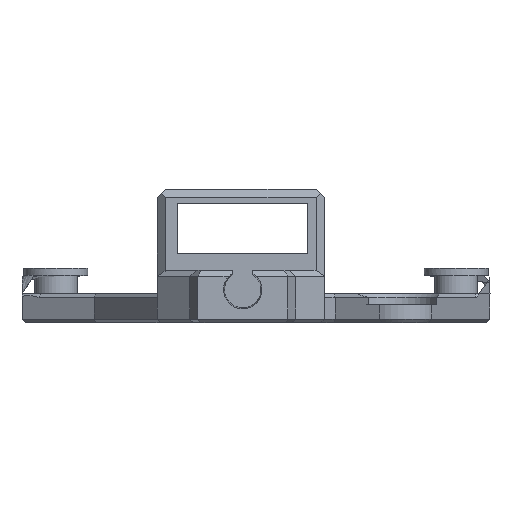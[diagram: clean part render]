
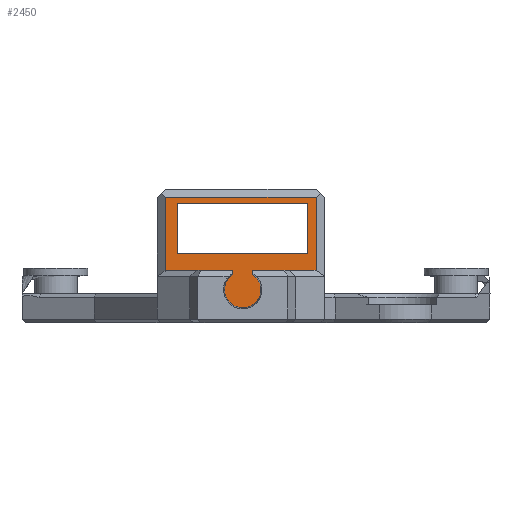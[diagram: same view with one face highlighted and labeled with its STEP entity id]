
A CAD part, front view. The second image highlights one B-rep face of the part: STEP entity #2450.
In plain terms, the highlighted planar face has unit normal (0, -1, 0).
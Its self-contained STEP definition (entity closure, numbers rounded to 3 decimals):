
#59=FACE_BOUND('',#311,.T.);
#94=CIRCLE('',#2638,2.);
#156=FACE_OUTER_BOUND('',#310,.T.);
#310=EDGE_LOOP('',(#1780,#1781,#1782,#1783,#1784,#1785,#1786,#1787,#1788,
#1789));
#311=EDGE_LOOP('',(#1790,#1791,#1792,#1793));
#520=LINE('',#3731,#811);
#524=LINE('',#3739,#815);
#525=LINE('',#3741,#816);
#526=LINE('',#3743,#817);
#527=LINE('',#3745,#818);
#528=LINE('',#3747,#819);
#529=LINE('',#3751,#820);
#530=LINE('',#3753,#821);
#531=LINE('',#3754,#822);
#532=LINE('',#3757,#823);
#533=LINE('',#3759,#824);
#534=LINE('',#3761,#825);
#535=LINE('',#3762,#826);
#811=VECTOR('',#2979,10.);
#815=VECTOR('',#2985,10.);
#816=VECTOR('',#2986,10.);
#817=VECTOR('',#2987,10.);
#818=VECTOR('',#2988,10.);
#819=VECTOR('',#2989,10.);
#820=VECTOR('',#2992,10.);
#821=VECTOR('',#2993,10.);
#822=VECTOR('',#2994,10.);
#823=VECTOR('',#2995,10.);
#824=VECTOR('',#2996,10.);
#825=VECTOR('',#2997,10.);
#826=VECTOR('',#2998,10.);
#1118=VERTEX_POINT('',#3728);
#1119=VERTEX_POINT('',#3730);
#1122=VERTEX_POINT('',#3738);
#1123=VERTEX_POINT('',#3740);
#1124=VERTEX_POINT('',#3742);
#1125=VERTEX_POINT('',#3744);
#1126=VERTEX_POINT('',#3746);
#1127=VERTEX_POINT('',#3748);
#1128=VERTEX_POINT('',#3750);
#1129=VERTEX_POINT('',#3752);
#1130=VERTEX_POINT('',#3755);
#1131=VERTEX_POINT('',#3756);
#1132=VERTEX_POINT('',#3758);
#1133=VERTEX_POINT('',#3760);
#1361=EDGE_CURVE('',#1118,#1119,#520,.T.);
#1365=EDGE_CURVE('',#1122,#1118,#524,.T.);
#1366=EDGE_CURVE('',#1123,#1122,#525,.T.);
#1367=EDGE_CURVE('',#1124,#1123,#526,.T.);
#1368=EDGE_CURVE('',#1125,#1124,#527,.T.);
#1369=EDGE_CURVE('',#1126,#1125,#528,.T.);
#1370=EDGE_CURVE('',#1126,#1127,#94,.T.);
#1371=EDGE_CURVE('',#1128,#1127,#529,.T.);
#1372=EDGE_CURVE('',#1129,#1128,#530,.T.);
#1373=EDGE_CURVE('',#1119,#1129,#531,.T.);
#1374=EDGE_CURVE('',#1130,#1131,#532,.T.);
#1375=EDGE_CURVE('',#1130,#1132,#533,.T.);
#1376=EDGE_CURVE('',#1133,#1132,#534,.T.);
#1377=EDGE_CURVE('',#1133,#1131,#535,.T.);
#1780=ORIENTED_EDGE('',*,*,#1361,.F.);
#1781=ORIENTED_EDGE('',*,*,#1365,.F.);
#1782=ORIENTED_EDGE('',*,*,#1366,.F.);
#1783=ORIENTED_EDGE('',*,*,#1367,.F.);
#1784=ORIENTED_EDGE('',*,*,#1368,.F.);
#1785=ORIENTED_EDGE('',*,*,#1369,.F.);
#1786=ORIENTED_EDGE('',*,*,#1370,.T.);
#1787=ORIENTED_EDGE('',*,*,#1371,.F.);
#1788=ORIENTED_EDGE('',*,*,#1372,.F.);
#1789=ORIENTED_EDGE('',*,*,#1373,.F.);
#1790=ORIENTED_EDGE('',*,*,#1374,.F.);
#1791=ORIENTED_EDGE('',*,*,#1375,.T.);
#1792=ORIENTED_EDGE('',*,*,#1376,.F.);
#1793=ORIENTED_EDGE('',*,*,#1377,.T.);
#2332=PLANE('',#2637);
#2450=ADVANCED_FACE('',(#156,#59),#2332,.F.);
#2637=AXIS2_PLACEMENT_3D('',#3737,#2983,#2984);
#2638=AXIS2_PLACEMENT_3D('',#3749,#2990,#2991);
#2979=DIRECTION('',(0.,0.,-1.));
#2983=DIRECTION('center_axis',(0.,1.,0.));
#2984=DIRECTION('ref_axis',(0.,0.,
1.));
#2985=DIRECTION('',(1.,0.,0.));
#2986=DIRECTION('',(0.,0.,1.));
#2987=DIRECTION('',(-0.828,0.,-0.56));
#2988=DIRECTION('',(-1.,0.,0.));
#2989=DIRECTION('',(0.,0.,1.));
#2990=DIRECTION('center_axis',(0.,-1.,0.));
#2991=DIRECTION('ref_axis',(0.,0.,-1.));
#2992=DIRECTION('',(0.,0.,-1.));
#2993=DIRECTION('',(-1.,0.,0.));
#2994=DIRECTION('',(-0.816,0.,0.577));
#2995=DIRECTION('',(-1.,0.,0.));
#2996=DIRECTION('',(0.,0.,-1.));
#2997=DIRECTION('',(1.,0.,0.));
#2998=DIRECTION('',(0.,0.,1.));
#3728=CARTESIAN_POINT('',(8.05,18.35,13.757));
#3730=CARTESIAN_POINT('',(8.05,18.35,5.743));
#3731=CARTESIAN_POINT('',(8.05,18.35,5.377));
#3737=CARTESIAN_POINT('Origin',(7.15,18.35,7.557));
#3738=CARTESIAN_POINT('',(-8.45,18.35,13.757));
#3739=CARTESIAN_POINT('',(-0.9,18.35,13.757));
#3740=CARTESIAN_POINT('',(-8.45,18.35,5.716));
#3741=CARTESIAN_POINT('',(-8.45,18.35,7.468));
#3742=CARTESIAN_POINT('',(-8.389,18.35,5.757));
#3743=CARTESIAN_POINT('',(-4.348,18.35,8.49));
#3744=CARTESIAN_POINT('',(-1.1,18.35,5.757));
#3745=CARTESIAN_POINT('',(-3.575,18.35,5.757));
#3746=CARTESIAN_POINT('',(-1.1,18.35,5.299));
#3747=CARTESIAN_POINT('',(-1.1,18.35,8.287));
#3748=CARTESIAN_POINT('',(1.1,18.35,5.299));
#3749=CARTESIAN_POINT('Origin',(0.,18.35,3.628));
#3750=CARTESIAN_POINT('',(1.1,18.35,5.757));
#3751=CARTESIAN_POINT('',(1.1,18.35,8.457));
#3752=CARTESIAN_POINT('',(8.031,18.35,5.757));
#3753=CARTESIAN_POINT('',(-3.575,18.35,5.757));
#3754=CARTESIAN_POINT('',(2.454,18.35,9.7));
#3755=CARTESIAN_POINT('',(7.15,18.35,13.057));
#3756=CARTESIAN_POINT('',(-7.15,18.35,13.057));
#3757=CARTESIAN_POINT('',(7.225,18.35,13.057));
#3758=CARTESIAN_POINT('',(7.15,18.35,7.557));
#3759=CARTESIAN_POINT('',(7.15,18.35,9.407));
#3760=CARTESIAN_POINT('',(-7.15,18.35,7.557));
#3761=CARTESIAN_POINT('',(-7.225,18.35,7.557));
#3762=CARTESIAN_POINT('',(-7.15,18.35,11.957));
